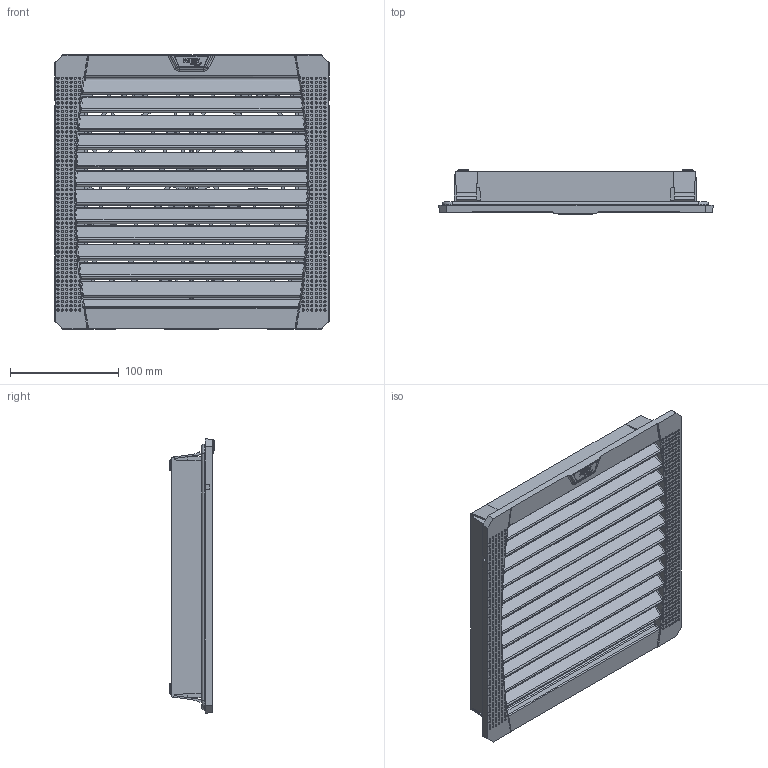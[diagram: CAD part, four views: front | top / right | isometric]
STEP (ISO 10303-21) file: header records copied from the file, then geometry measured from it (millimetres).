
FILE_DESCRIPTION(/* description */ (''),/* implementation_level */ '2;1');
FILE_NAME(/* name */ 'MG-223.stp',/* time_stamp */ '2024-02-13T16:08:45+03:00',/* author */ ('Василий'),/* organization */ (''),/* preprocessor_version */ 'ST-DEVELOPER v18.1',/* originating_system */ 'Autodesk Inventor 2022',/* authorisation */ '');
FILE_SCHEMA (('AUTOMOTIVE_DESIGN { 1 0 10303 214 3 1 1 }'));
Products named in the file (1): MG-223_EM
Bounding box: 251.68 x 40.85 x 251.68 mm (x, y, z)
Volume: 366086.3 mm3; surface area: 287928.7 mm2
Topology: 1 solids, 1 shells, 2493 faces, 5884 edges, 3850 vertices
Faces by surface type: sphere 641, bspline 597, cylinder 551, plane 463, torus 190, cone 51
Full cylindrical faces by diameter (mm): 3 x8
Entity records: 116568 total; most frequent: CARTESIAN_POINT 57750, ORIENTED_EDGE 11710, DIRECTION 11084, EDGE_CURVE 5855, AXIS2_PLACEMENT_3D 4541, VERTEX_POINT 3850, EDGE_LOOP 3193, STYLED_ITEM 2494
